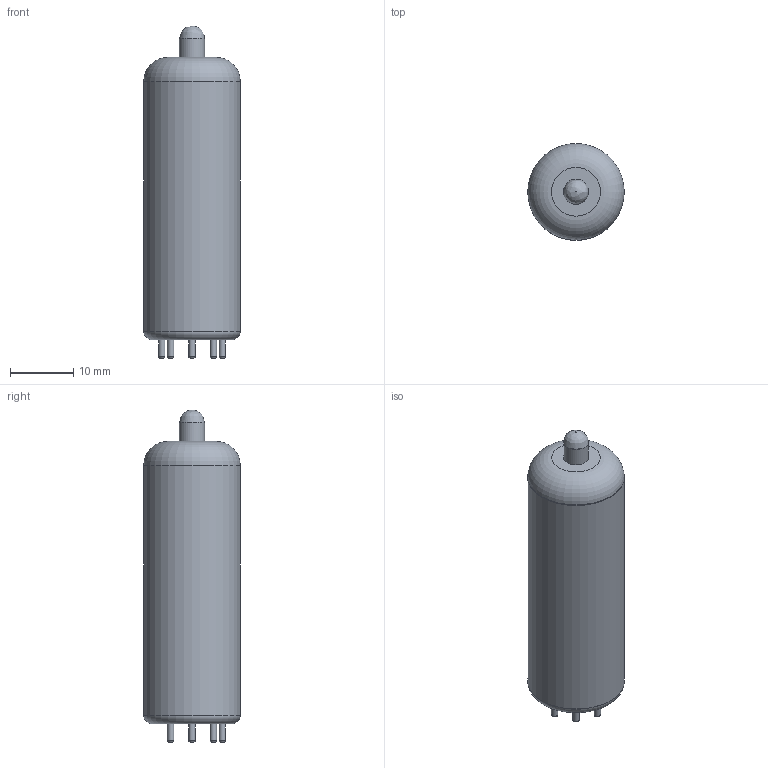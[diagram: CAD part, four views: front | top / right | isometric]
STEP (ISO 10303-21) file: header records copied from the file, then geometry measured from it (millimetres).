
FILE_DESCRIPTION(/* description */ ('model of Valve_Tube_Miniature-B7G-D09.53mm_Pin'),/* implementation_level */ '2;1');
FILE_NAME(/* name */ 'Valve_Tube_Miniature-B7G-D09.53mm_Pin.step',/* time_stamp */ '2018-11-25T10:55:55',/* author */ ('kicad StepUp','ksu'),/* organization */ ('FreeCAD'),/* preprocessor_version */ 'OCC',/* originating_system */ 'kicad StepUp',/* authorisation */ '');
FILE_SCHEMA(('AUTOMOTIVE_DESIGN { 1 0 10303 214 1 1 1 1 }'));
Length unit declared in the file: millimetre
Products named in the file (1): Valve_Tube_Miniature_B7G_D0953mm_Pin
Bounding box: 15.2 x 15.2 x 52.3 mm (x, y, z)
Volume: 1341.1 mm3; surface area: 6023.6 mm2
Topology: 2 solids, 3 shells, 86 faces, 148 edges, 89 vertices
Faces by surface type: cylinder 37, plane 32, torus 11, revolution 5, offset 1
Full cylindrical faces by diameter (mm): 1 x8, 1.016 x14, 3.75 x1, 3.95 x1, 14 x1, 15 x2, 15.2 x2
Entity records: 2721 total; most frequent: DIRECTION 412, CARTESIAN_POINT 368, ORIENTED_EDGE 294, AXIS2_PLACEMENT_3D 179, EDGE_CURVE 147, FACE_BOUND 114, EDGE_LOOP 114, VERTEX_POINT 89
